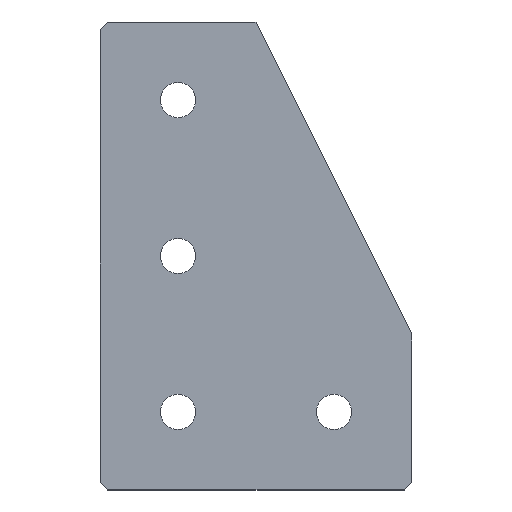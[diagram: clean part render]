
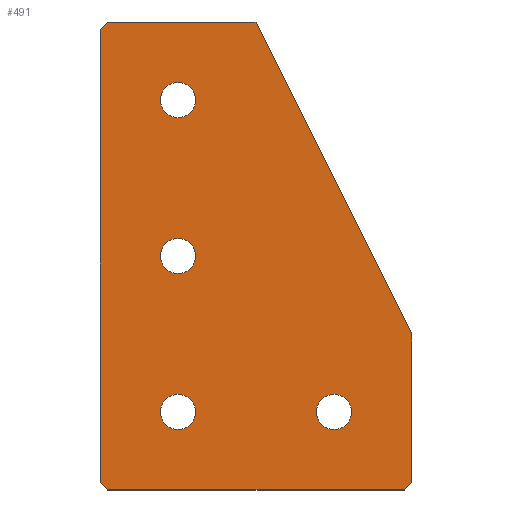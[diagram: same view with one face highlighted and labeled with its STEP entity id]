
A CAD part, top view. The second image highlights one B-rep face of the part: STEP entity #491.
In plain terms, the highlighted planar face has unit normal (0, 0, 1).
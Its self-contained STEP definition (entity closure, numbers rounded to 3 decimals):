
#3 = VERTEX_POINT ( 'NONE', #69 ) ;
#8 = CARTESIAN_POINT ( 'NONE',  ( 1., -1., 0. ) ) ;
#19 = EDGE_CURVE ( 'NONE', #418, #3, #222, .T. ) ;
#22 = VERTEX_POINT ( 'NONE', #269 ) ;
#23 = VERTEX_POINT ( 'NONE', #179 ) ;
#26 = CIRCLE ( 'NONE', #67, 4.5 ) ;
#28 = DIRECTION ( 'NONE',  ( 0.707, -0.707, 0. ) ) ;
#50 = VERTEX_POINT ( 'NONE', #611 ) ;
#52 = DIRECTION ( 'NONE',  ( 0., 0., 1. ) ) ;
#54 = VERTEX_POINT ( 'NONE', #315 ) ;
#59 = FACE_OUTER_BOUND ( 'NONE', #218, .T. ) ;
#63 = CARTESIAN_POINT ( 'NONE',  ( 0., 0., 0. ) ) ;
#64 = EDGE_CURVE ( 'NONE', #199, #23, #123, .T. ) ;
#65 = AXIS2_PLACEMENT_3D ( 'NONE', #397, #340, #145 ) ;
#66 = ORIENTED_EDGE ( 'NONE', *, *, #64, .T. ) ;
#67 = AXIS2_PLACEMENT_3D ( 'NONE', #146, #336, #392 ) ;
#69 = CARTESIAN_POINT ( 'NONE',  ( 80., -118., 0. ) ) ;
#72 = AXIS2_PLACEMENT_3D ( 'NONE', #335, #295, #209 ) ;
#74 = AXIS2_PLACEMENT_3D ( 'NONE', #88, #150, #623 ) ;
#76 = DIRECTION ( 'NONE',  ( 0., 0., -1. ) ) ;
#78 = FACE_BOUND ( 'NONE', #475, .T. ) ;
#80 = EDGE_CURVE ( 'NONE', #418, #23, #90, .T. ) ;
#81 = DIRECTION ( 'NONE',  ( 0.447, -0.894, 0. ) ) ;
#83 = ORIENTED_EDGE ( 'NONE', *, *, #462, .T. ) ;
#86 = PLANE ( 'NONE',  #322 ) ;
#88 = CARTESIAN_POINT ( 'NONE',  ( 20., -60., 0. ) ) ;
#89 = DIRECTION ( 'NONE',  ( 0., 1., 0. ) ) ;
#90 = LINE ( 'NONE', #329, #521 ) ;
#94 = CARTESIAN_POINT ( 'NONE',  ( 80., -80., 0. ) ) ;
#102 = AXIS2_PLACEMENT_3D ( 'NONE', #401, #394, #348 ) ;
#110 = VERTEX_POINT ( 'NONE', #523 ) ;
#112 = EDGE_CURVE ( 'NONE', #367, #54, #366, .T. ) ;
#123 = LINE ( 'NONE', #233, #609 ) ;
#124 = VECTOR ( 'NONE', #300, 1000. ) ;
#130 = ORIENTED_EDGE ( 'NONE', *, *, #604, .T. ) ;
#140 = CIRCLE ( 'NONE', #72, 4.5 ) ;
#143 = EDGE_CURVE ( 'NONE', #577, #597, #26, .T. ) ;
#145 = DIRECTION ( 'NONE',  ( 0., 1., 0. ) ) ;
#146 = CARTESIAN_POINT ( 'NONE',  ( 20., -20., 0. ) ) ;
#147 = CARTESIAN_POINT ( 'NONE',  ( 40., 0., 0. ) ) ;
#150 = DIRECTION ( 'NONE',  ( 0., 0., -1. ) ) ;
#179 = CARTESIAN_POINT ( 'NONE',  ( 2., -120., 0. ) ) ;
#182 = VERTEX_POINT ( 'NONE', #527 ) ;
#183 = CARTESIAN_POINT ( 'NONE',  ( 80., -80., 0. ) ) ;
#188 = FACE_BOUND ( 'NONE', #205, .T. ) ;
#192 = DIRECTION ( 'NONE',  ( 0., 1., 0. ) ) ;
#195 = LINE ( 'NONE', #147, #343 ) ;
#199 = VERTEX_POINT ( 'NONE', #334 ) ;
#204 = CIRCLE ( 'NONE', #553, 4.5 ) ;
#205 = EDGE_LOOP ( 'NONE', ( #594, #130 ) ) ;
#206 = CARTESIAN_POINT ( 'NONE',  ( 60., -95.5, 0. ) ) ;
#209 = DIRECTION ( 'NONE',  ( 0., 1., 0. ) ) ;
#213 = VERTEX_POINT ( 'NONE', #287 ) ;
#216 = ORIENTED_EDGE ( 'NONE', *, *, #143, .T. ) ;
#218 = EDGE_LOOP ( 'NONE', ( #504, #537, #247, #66, #361, #454, #465, #494 ) ) ;
#221 = CARTESIAN_POINT ( 'NONE',  ( 0., -2., 0. ) ) ;
#222 = LINE ( 'NONE', #413, #311 ) ;
#228 = DIRECTION ( 'NONE',  ( 0.707, 0.707, 0. ) ) ;
#233 = CARTESIAN_POINT ( 'NONE',  ( -59., -59., 0. ) ) ;
#247 = ORIENTED_EDGE ( 'NONE', *, *, #291, .F. ) ;
#252 = ORIENTED_EDGE ( 'NONE', *, *, #387, .T. ) ;
#254 = DIRECTION ( 'NONE',  ( 0., 1., 0. ) ) ;
#266 = CARTESIAN_POINT ( 'NONE',  ( 78., -120., 0. ) ) ;
#269 = CARTESIAN_POINT ( 'NONE',  ( 60., -104.5, 0. ) ) ;
#274 = LINE ( 'NONE', #183, #407 ) ;
#278 = CIRCLE ( 'NONE', #102, 4.5 ) ;
#280 = VECTOR ( 'NONE', #578, 1000. ) ;
#284 = FACE_BOUND ( 'NONE', #408, .T. ) ;
#287 = CARTESIAN_POINT ( 'NONE',  ( 40., 0., 0. ) ) ;
#291 = EDGE_CURVE ( 'NONE', #199, #355, #493, .T. ) ;
#295 = DIRECTION ( 'NONE',  ( 0., 0., -1. ) ) ;
#300 = DIRECTION ( 'NONE',  ( -0.707, -0.707, 0. ) ) ;
#311 = VECTOR ( 'NONE', #228, 1000. ) ;
#315 = CARTESIAN_POINT ( 'NONE',  ( 20., -64.5, 0. ) ) ;
#321 = VECTOR ( 'NONE', #254, 1000. ) ;
#322 = AXIS2_PLACEMENT_3D ( 'NONE', #480, #52, #344 ) ;
#326 = DIRECTION ( 'NONE',  ( 0., 1., 0. ) ) ;
#329 = CARTESIAN_POINT ( 'NONE',  ( 0., -120., 0. ) ) ;
#332 = FACE_BOUND ( 'NONE', #570, .T. ) ;
#334 = CARTESIAN_POINT ( 'NONE',  ( 0., -118., 0. ) ) ;
#335 = CARTESIAN_POINT ( 'NONE',  ( 20., -100., 0. ) ) ;
#336 = DIRECTION ( 'NONE',  ( 0., 0., -1. ) ) ;
#340 = DIRECTION ( 'NONE',  ( 0., 0., -1. ) ) ;
#343 = VECTOR ( 'NONE', #496, 1000. ) ;
#344 = DIRECTION ( 'NONE',  ( 1., 0., 0. ) ) ;
#348 = DIRECTION ( 'NONE',  ( 0., 1., 0. ) ) ;
#355 = VERTEX_POINT ( 'NONE', #221 ) ;
#361 = ORIENTED_EDGE ( 'NONE', *, *, #80, .F. ) ;
#366 = CIRCLE ( 'NONE', #74, 4.5 ) ;
#367 = VERTEX_POINT ( 'NONE', #607 ) ;
#387 = EDGE_CURVE ( 'NONE', #562, #22, #587, .T. ) ;
#389 = CARTESIAN_POINT ( 'NONE',  ( 20., -24.5, 0. ) ) ;
#392 = DIRECTION ( 'NONE',  ( 0., 1., 0. ) ) ;
#394 = DIRECTION ( 'NONE',  ( 0., 0., -1. ) ) ;
#397 = CARTESIAN_POINT ( 'NONE',  ( 60., -100., 0. ) ) ;
#401 = CARTESIAN_POINT ( 'NONE',  ( 20., -100., 0. ) ) ;
#407 = VECTOR ( 'NONE', #81, 1000. ) ;
#408 = EDGE_LOOP ( 'NONE', ( #513, #216 ) ) ;
#413 = CARTESIAN_POINT ( 'NONE',  ( 99., -99., 0. ) ) ;
#418 = VERTEX_POINT ( 'NONE', #266 ) ;
#420 = LINE ( 'NONE', #458, #280 ) ;
#422 = EDGE_CURVE ( 'NONE', #576, #3, #420, .T. ) ;
#444 = ORIENTED_EDGE ( 'NONE', *, *, #112, .T. ) ;
#449 = LINE ( 'NONE', #8, #124 ) ;
#454 = ORIENTED_EDGE ( 'NONE', *, *, #19, .T. ) ;
#458 = CARTESIAN_POINT ( 'NONE',  ( 80., -120., 0. ) ) ;
#461 = AXIS2_PLACEMENT_3D ( 'NONE', #525, #529, #89 ) ;
#462 = EDGE_CURVE ( 'NONE', #54, #367, #204, .T. ) ;
#465 = ORIENTED_EDGE ( 'NONE', *, *, #422, .F. ) ;
#468 = EDGE_CURVE ( 'NONE', #213, #576, #274, .T. ) ;
#472 = ORIENTED_EDGE ( 'NONE', *, *, #606, .T. ) ;
#475 = EDGE_LOOP ( 'NONE', ( #252, #472 ) ) ;
#480 = CARTESIAN_POINT ( 'NONE',  ( 0., 0., 0. ) ) ;
#483 = AXIS2_PLACEMENT_3D ( 'NONE', #619, #624, #192 ) ;
#491 = ADVANCED_FACE ( 'NONE', ( #78, #188, #332, #284, #59 ), #86, .T. ) ;
#493 = LINE ( 'NONE', #63, #321 ) ;
#494 = ORIENTED_EDGE ( 'NONE', *, *, #468, .F. ) ;
#496 = DIRECTION ( 'NONE',  ( 1., 0., 0. ) ) ;
#501 = CIRCLE ( 'NONE', #65, 4.5 ) ;
#504 = ORIENTED_EDGE ( 'NONE', *, *, #593, .F. ) ;
#513 = ORIENTED_EDGE ( 'NONE', *, *, #612, .T. ) ;
#519 = DIRECTION ( 'NONE',  ( -1., 0., 0. ) ) ;
#521 = VECTOR ( 'NONE', #519, 1000. ) ;
#523 = CARTESIAN_POINT ( 'NONE',  ( 20., -104.5, 0. ) ) ;
#525 = CARTESIAN_POINT ( 'NONE',  ( 20., -20., 0. ) ) ;
#527 = CARTESIAN_POINT ( 'NONE',  ( 2., 0., 0. ) ) ;
#529 = DIRECTION ( 'NONE',  ( 0., 0., -1. ) ) ;
#534 = CARTESIAN_POINT ( 'NONE',  ( 20., -15.5, 0. ) ) ;
#537 = ORIENTED_EDGE ( 'NONE', *, *, #574, .T. ) ;
#553 = AXIS2_PLACEMENT_3D ( 'NONE', #554, #76, #326 ) ;
#554 = CARTESIAN_POINT ( 'NONE',  ( 20., -60., 0. ) ) ;
#562 = VERTEX_POINT ( 'NONE', #206 ) ;
#570 = EDGE_LOOP ( 'NONE', ( #444, #83 ) ) ;
#574 = EDGE_CURVE ( 'NONE', #182, #355, #449, .T. ) ;
#576 = VERTEX_POINT ( 'NONE', #94 ) ;
#577 = VERTEX_POINT ( 'NONE', #389 ) ;
#578 = DIRECTION ( 'NONE',  ( 0., -1., 0. ) ) ;
#584 = EDGE_CURVE ( 'NONE', #50, #110, #140, .T. ) ;
#587 = CIRCLE ( 'NONE', #483, 4.5 ) ;
#593 = EDGE_CURVE ( 'NONE', #182, #213, #195, .T. ) ;
#594 = ORIENTED_EDGE ( 'NONE', *, *, #584, .T. ) ;
#597 = VERTEX_POINT ( 'NONE', #534 ) ;
#604 = EDGE_CURVE ( 'NONE', #110, #50, #278, .T. ) ;
#606 = EDGE_CURVE ( 'NONE', #22, #562, #501, .T. ) ;
#607 = CARTESIAN_POINT ( 'NONE',  ( 20., -55.5, 0. ) ) ;
#609 = VECTOR ( 'NONE', #28, 1000. ) ;
#611 = CARTESIAN_POINT ( 'NONE',  ( 20., -95.5, 0. ) ) ;
#612 = EDGE_CURVE ( 'NONE', #597, #577, #625, .T. ) ;
#619 = CARTESIAN_POINT ( 'NONE',  ( 60., -100., 0. ) ) ;
#623 = DIRECTION ( 'NONE',  ( 0., 1., 0. ) ) ;
#624 = DIRECTION ( 'NONE',  ( 0., 0., -1. ) ) ;
#625 = CIRCLE ( 'NONE', #461, 4.5 ) ;
